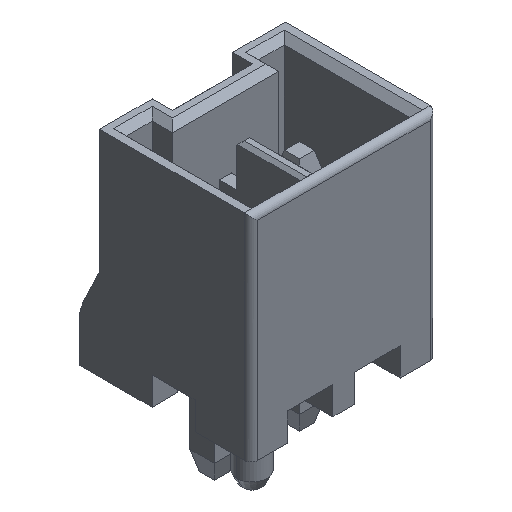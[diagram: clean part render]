
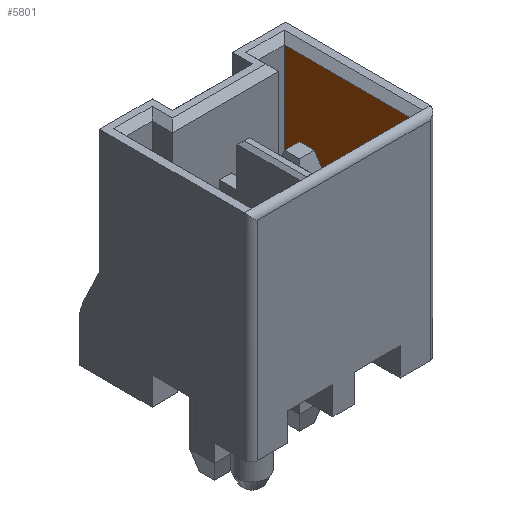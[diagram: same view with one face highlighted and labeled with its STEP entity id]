
A CAD part, isometric view. The second image highlights one B-rep face of the part: STEP entity #5801.
In plain terms, the highlighted planar face has unit normal (-1, 0, 0).
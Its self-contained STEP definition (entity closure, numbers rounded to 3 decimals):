
#1634 = PLANE('',#1635);
#1635 = AXIS2_PLACEMENT_3D('',#1636,#1637,#1638);
#1636 = CARTESIAN_POINT('',(2.195,-3.646,2.5));
#1637 = DIRECTION('',(0.,0.,1.));
#1638 = DIRECTION('',(1.,0.,0.));
#1674 = PLANE('',#1675);
#1675 = AXIS2_PLACEMENT_3D('',#1676,#1677,#1678);
#1676 = CARTESIAN_POINT('',(5.864,-3.5,9.88));
#1677 = DIRECTION('',(0.,1.,0.));
#1678 = DIRECTION('',(1.,0.,0.));
#1771 = VERTEX_POINT('',#1772);
#1772 = CARTESIAN_POINT('',(5.68,-3.5,2.5));
#1793 = EDGE_CURVE('',#1771,#1794,#1796,.T.);
#1794 = VERTEX_POINT('',#1795);
#1795 = CARTESIAN_POINT('',(5.68,2.35,2.5));
#1796 = SURFACE_CURVE('',#1797,(#1801,#1808),.PCURVE_S1.);
#1797 = LINE('',#1798,#1799);
#1798 = CARTESIAN_POINT('',(5.68,-0.054,2.5));
#1799 = VECTOR('',#1800,1.);
#1800 = DIRECTION('',(0.,1.,0.));
#1801 = PCURVE('',#1634,#1802);
#1802 = DEFINITIONAL_REPRESENTATION('',(#1803),#1807);
#1803 = LINE('',#1804,#1805);
#1804 = CARTESIAN_POINT('',(3.485,3.592));
#1805 = VECTOR('',#1806,1.);
#1806 = DIRECTION('',(0.,1.));
#1807 = ( GEOMETRIC_REPRESENTATION_CONTEXT(2) 
PARAMETRIC_REPRESENTATION_CONTEXT() REPRESENTATION_CONTEXT('2D SPACE',''
  ) );
#1808 = PCURVE('',#1809,#1814);
#1809 = PLANE('',#1810);
#1810 = AXIS2_PLACEMENT_3D('',#1811,#1812,#1813);
#1811 = CARTESIAN_POINT('',(5.68,2.496,9.88));
#1812 = DIRECTION('',(-1.,0.,0.));
#1813 = DIRECTION('',(0.,0.,1.));
#1814 = DEFINITIONAL_REPRESENTATION('',(#1815),#1819);
#1815 = LINE('',#1816,#1817);
#1816 = CARTESIAN_POINT('',(-7.38,-2.55));
#1817 = VECTOR('',#1818,1.);
#1818 = DIRECTION('',(0.,1.));
#1819 = ( GEOMETRIC_REPRESENTATION_CONTEXT(2) 
PARAMETRIC_REPRESENTATION_CONTEXT() REPRESENTATION_CONTEXT('2D SPACE',''
  ) );
#1837 = PLANE('',#1838);
#1838 = AXIS2_PLACEMENT_3D('',#1839,#1840,#1841);
#1839 = CARTESIAN_POINT('',(4.45,2.35,9.88));
#1840 = DIRECTION('',(0.,-1.,0.));
#1841 = DIRECTION('',(-1.,0.,0.));
#5352 = VERTEX_POINT('',#5353);
#5353 = CARTESIAN_POINT('',(5.68,-3.5,9.7));
#5374 = EDGE_CURVE('',#1771,#5352,#5375,.T.);
#5375 = SURFACE_CURVE('',#5376,(#5380,#5387),.PCURVE_S1.);
#5376 = LINE('',#5377,#5378);
#5377 = CARTESIAN_POINT('',(5.68,-3.5,1.652));
#5378 = VECTOR('',#5379,1.);
#5379 = DIRECTION('',(0.,0.,1.));
#5380 = PCURVE('',#1674,#5381);
#5381 = DEFINITIONAL_REPRESENTATION('',(#5382),#5386);
#5382 = LINE('',#5383,#5384);
#5383 = CARTESIAN_POINT('',(-0.184,8.228));
#5384 = VECTOR('',#5385,1.);
#5385 = DIRECTION('',(0.,-1.));
#5386 = ( GEOMETRIC_REPRESENTATION_CONTEXT(2) 
PARAMETRIC_REPRESENTATION_CONTEXT() REPRESENTATION_CONTEXT('2D SPACE',''
  ) );
#5387 = PCURVE('',#1809,#5388);
#5388 = DEFINITIONAL_REPRESENTATION('',(#5389),#5393);
#5389 = LINE('',#5390,#5391);
#5390 = CARTESIAN_POINT('',(-8.228,-5.996));
#5391 = VECTOR('',#5392,1.);
#5392 = DIRECTION('',(1.,0.));
#5393 = ( GEOMETRIC_REPRESENTATION_CONTEXT(2) 
PARAMETRIC_REPRESENTATION_CONTEXT() REPRESENTATION_CONTEXT('2D SPACE',''
  ) );
#5505 = EDGE_CURVE('',#5506,#5352,#5508,.T.);
#5506 = VERTEX_POINT('',#5507);
#5507 = CARTESIAN_POINT('',(5.68,2.35,9.7));
#5508 = SURFACE_CURVE('',#5509,(#5513,#5525),.PCURVE_S1.);
#5509 = LINE('',#5510,#5511);
#5510 = CARTESIAN_POINT('',(5.68,-0.054,9.7));
#5511 = VECTOR('',#5512,1.);
#5512 = DIRECTION('',(0.,-1.,0.));
#5513 = PCURVE('',#5514,#5519);
#5514 = PLANE('',#5515);
#5515 = AXIS2_PLACEMENT_3D('',#5516,#5517,#5518);
#5516 = CARTESIAN_POINT('',(5.988,2.811,
    10.008));
#5517 = DIRECTION('',(-0.707,0.,0.707
    ));
#5518 = DIRECTION('',(0.707,0.,0.707
    ));
#5519 = DEFINITIONAL_REPRESENTATION('',(#5520),#5524);
#5520 = LINE('',#5521,#5522);
#5521 = CARTESIAN_POINT('',(-0.435,-2.865));
#5522 = VECTOR('',#5523,1.);
#5523 = DIRECTION('',(0.,-1.));
#5524 = ( GEOMETRIC_REPRESENTATION_CONTEXT(2) 
PARAMETRIC_REPRESENTATION_CONTEXT() REPRESENTATION_CONTEXT('2D SPACE',''
  ) );
#5525 = PCURVE('',#1809,#5526);
#5526 = DEFINITIONAL_REPRESENTATION('',(#5527),#5531);
#5527 = LINE('',#5528,#5529);
#5528 = CARTESIAN_POINT('',(-0.18,-2.55));
#5529 = VECTOR('',#5530,1.);
#5530 = DIRECTION('',(0.,-1.));
#5531 = ( GEOMETRIC_REPRESENTATION_CONTEXT(2) 
PARAMETRIC_REPRESENTATION_CONTEXT() REPRESENTATION_CONTEXT('2D SPACE',''
  ) );
#5781 = EDGE_CURVE('',#1794,#5506,#5782,.T.);
#5782 = SURFACE_CURVE('',#5783,(#5787,#5794),.PCURVE_S1.);
#5783 = LINE('',#5784,#5785);
#5784 = CARTESIAN_POINT('',(5.68,2.35,1.652));
#5785 = VECTOR('',#5786,1.);
#5786 = DIRECTION('',(0.,0.,1.));
#5787 = PCURVE('',#1837,#5788);
#5788 = DEFINITIONAL_REPRESENTATION('',(#5789),#5793);
#5789 = LINE('',#5790,#5791);
#5790 = CARTESIAN_POINT('',(-1.23,8.228));
#5791 = VECTOR('',#5792,1.);
#5792 = DIRECTION('',(0.,-1.));
#5793 = ( GEOMETRIC_REPRESENTATION_CONTEXT(2) 
PARAMETRIC_REPRESENTATION_CONTEXT() REPRESENTATION_CONTEXT('2D SPACE',''
  ) );
#5794 = PCURVE('',#1809,#5795);
#5795 = DEFINITIONAL_REPRESENTATION('',(#5796),#5800);
#5796 = LINE('',#5797,#5798);
#5797 = CARTESIAN_POINT('',(-8.228,-0.146));
#5798 = VECTOR('',#5799,1.);
#5799 = DIRECTION('',(1.,0.));
#5800 = ( GEOMETRIC_REPRESENTATION_CONTEXT(2) 
PARAMETRIC_REPRESENTATION_CONTEXT() REPRESENTATION_CONTEXT('2D SPACE',''
  ) );
#5801 = ADVANCED_FACE('',(#5802),#1809,.T.);
#5802 = FACE_BOUND('',#5803,.T.);
#5803 = EDGE_LOOP('',(#5804,#5805,#5806,#5807));
#5804 = ORIENTED_EDGE('',*,*,#5781,.F.);
#5805 = ORIENTED_EDGE('',*,*,#1793,.F.);
#5806 = ORIENTED_EDGE('',*,*,#5374,.T.);
#5807 = ORIENTED_EDGE('',*,*,#5505,.F.);
